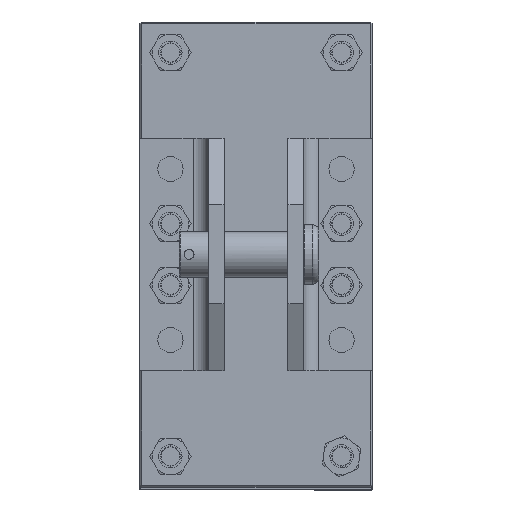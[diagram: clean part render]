
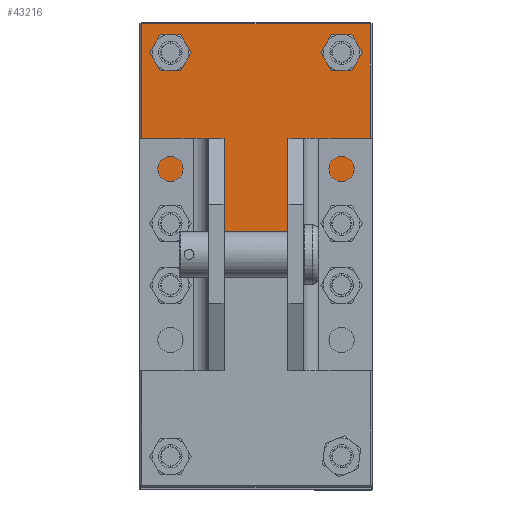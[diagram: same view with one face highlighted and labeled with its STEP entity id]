
A CAD part, top view. The second image highlights one B-rep face of the part: STEP entity #43216.
In plain terms, the highlighted planar face has unit normal (0, 0, 1).
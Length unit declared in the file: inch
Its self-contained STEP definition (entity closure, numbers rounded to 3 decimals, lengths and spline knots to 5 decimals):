
#1884 = DIRECTION ( 'NONE',  ( 1., 0., 0. ) ) ;
#2078 = DIRECTION ( 'NONE',  ( 1., 0., 0. ) ) ;
#2284 = CARTESIAN_POINT ( 'NONE',  ( 1.845, 0., 0. ) ) ;
#2546 = CARTESIAN_POINT ( 'NONE',  ( 1.845, 1.845, 0. ) ) ;
#2724 = CARTESIAN_POINT ( 'NONE',  ( -1.845, -1.845, 0. ) ) ;
#2901 = VERTEX_POINT ( 'NONE', #2546 ) ;
#4510 = ORIENTED_EDGE ( 'NONE', *, *, #8163, .T. ) ;
#4640 = AXIS2_PLACEMENT_3D ( 'NONE', #41014, #10282, #44338 ) ;
#5182 = DIRECTION ( 'NONE',  ( 1., 0., 0. ) ) ;
#5853 = VERTEX_POINT ( 'NONE', #27919 ) ;
#6812 = EDGE_LOOP ( 'NONE', ( #52390, #53562, #4510, #51126 ) ) ;
#6895 = ORIENTED_EDGE ( 'NONE', *, *, #15406, .T. ) ;
#8108 = AXIS2_PLACEMENT_3D ( 'NONE', #38428, #51148, #1884 ) ;
#8163 = EDGE_CURVE ( 'NONE', #5853, #2901, #14471, .T. ) ;
#8719 = EDGE_CURVE ( 'NONE', #2901, #29931, #49252, .T. ) ;
#8771 = EDGE_CURVE ( 'NONE', #29931, #52002, #32916, .T. ) ;
#9166 = CARTESIAN_POINT ( 'NONE',  ( 1.595, 1.38, 0. ) ) ;
#9382 = VERTEX_POINT ( 'NONE', #34484 ) ;
#9483 = AXIS2_PLACEMENT_3D ( 'NONE', #32282, #49173, #36726 ) ;
#9615 = CARTESIAN_POINT ( 'NONE',  ( 1.595, -1.38, 0. ) ) ;
#10282 = DIRECTION ( 'NONE',  ( 0., 0., -1. ) ) ;
#10423 = DIRECTION ( 'NONE',  ( 0., 0., 1. ) ) ;
#11488 = ORIENTED_EDGE ( 'NONE', *, *, #40198, .T. ) ;
#11593 = DIRECTION ( 'NONE',  ( -1., 0., 0. ) ) ;
#11649 = DIRECTION ( 'NONE',  ( 0., 0., -1. ) ) ;
#11834 = EDGE_LOOP ( 'NONE', ( #11488, #38093 ) ) ;
#12365 = CARTESIAN_POINT ( 'NONE',  ( 1.38, -1.38, 0. ) ) ;
#13515 = CARTESIAN_POINT ( 'NONE',  ( 1.38, 1.38, 0. ) ) ;
#14322 = AXIS2_PLACEMENT_3D ( 'NONE', #12365, #29246, #26737 ) ;
#14471 = LINE ( 'NONE', #2284, #16894 ) ;
#14478 = CARTESIAN_POINT ( 'NONE',  ( -1.38, -1.38, 0. ) ) ;
#15406 = EDGE_CURVE ( 'NONE', #26149, #35220, #27589, .T. ) ;
#15538 = EDGE_CURVE ( 'NONE', #35220, #26149, #40826, .T. ) ;
#15598 = VECTOR ( 'NONE', #24194, 39.37008 ) ;
#16162 = CIRCLE ( 'NONE', #17928, 0.215 ) ;
#16863 = DIRECTION ( 'NONE',  ( 1., 0., 0. ) ) ;
#16894 = VECTOR ( 'NONE', #49321, 39.37008 ) ;
#17928 = AXIS2_PLACEMENT_3D ( 'NONE', #49576, #11649, #45437 ) ;
#18264 = EDGE_LOOP ( 'NONE', ( #28971, #45348 ) ) ;
#20096 = CARTESIAN_POINT ( 'NONE',  ( -1.595, 1.38, 0. ) ) ;
#23122 = VECTOR ( 'NONE', #41507, 39.37008 ) ;
#24194 = DIRECTION ( 'NONE',  ( 1., 0., 0. ) ) ;
#25184 = CARTESIAN_POINT ( 'NONE',  ( -1.845, 0., 0. ) ) ;
#26115 = DIRECTION ( 'NONE',  ( 1., 0., 0. ) ) ;
#26149 = VERTEX_POINT ( 'NONE', #9615 ) ;
#26421 = CIRCLE ( 'NONE', #37019, 0.215 ) ;
#26672 = EDGE_CURVE ( 'NONE', #52002, #5853, #42161, .T. ) ;
#26737 = DIRECTION ( 'NONE',  ( 1., 0., 0. ) ) ;
#27159 = VERTEX_POINT ( 'NONE', #42365 ) ;
#27552 = VECTOR ( 'NONE', #11593, 39.37008 ) ;
#27589 = CIRCLE ( 'NONE', #8108, 0.215 ) ;
#27701 = EDGE_LOOP ( 'NONE', ( #6895, #53229 ) ) ;
#27746 = EDGE_CURVE ( 'NONE', #9382, #46818, #44826, .T. ) ;
#27919 = CARTESIAN_POINT ( 'NONE',  ( 1.845, -1.845, 0. ) ) ;
#28871 = CARTESIAN_POINT ( 'NONE',  ( 0., -1.845, 0. ) ) ;
#28971 = ORIENTED_EDGE ( 'NONE', *, *, #40532, .T. ) ;
#29246 = DIRECTION ( 'NONE',  ( 0., 0., -1. ) ) ;
#29931 = VERTEX_POINT ( 'NONE', #34542 ) ;
#29933 = EDGE_CURVE ( 'NONE', #46818, #9382, #26421, .T. ) ;
#32282 = CARTESIAN_POINT ( 'NONE',  ( 1.38, 1.38, 0. ) ) ;
#32916 = LINE ( 'NONE', #25184, #23122 ) ;
#33074 = AXIS2_PLACEMENT_3D ( 'NONE', #51675, #10423, #5182 ) ;
#34484 = CARTESIAN_POINT ( 'NONE',  ( 1.165, 1.38, 0. ) ) ;
#34542 = CARTESIAN_POINT ( 'NONE',  ( -1.845, 1.845, 0. ) ) ;
#34810 = FACE_BOUND ( 'NONE', #27701, .T. ) ;
#35220 = VERTEX_POINT ( 'NONE', #52196 ) ;
#35275 = VERTEX_POINT ( 'NONE', #20096 ) ;
#36726 = DIRECTION ( 'NONE',  ( 1., 0., 0. ) ) ;
#36836 = ORIENTED_EDGE ( 'NONE', *, *, #27746, .T. ) ;
#37019 = AXIS2_PLACEMENT_3D ( 'NONE', #13515, #50601, #16863 ) ;
#37132 = EDGE_CURVE ( 'NONE', #27159, #51946, #42695, .T. ) ;
#37627 = CARTESIAN_POINT ( 'NONE',  ( 0., 1.845, 0. ) ) ;
#37729 = ORIENTED_EDGE ( 'NONE', *, *, #29933, .T. ) ;
#38076 = EDGE_LOOP ( 'NONE', ( #37729, #36836 ) ) ;
#38093 = ORIENTED_EDGE ( 'NONE', *, *, #40483, .T. ) ;
#38428 = CARTESIAN_POINT ( 'NONE',  ( 1.38, -1.38, 0. ) ) ;
#39137 = AXIS2_PLACEMENT_3D ( 'NONE', #45500, #39977, #2078 ) ;
#39776 = FACE_BOUND ( 'NONE', #11834, .T. ) ;
#39977 = DIRECTION ( 'NONE',  ( 0., 0., -1. ) ) ;
#40198 = EDGE_CURVE ( 'NONE', #44650, #35275, #51482, .T. ) ;
#40483 = EDGE_CURVE ( 'NONE', #35275, #44650, #43526, .T. ) ;
#40532 = EDGE_CURVE ( 'NONE', #51946, #27159, #16162, .T. ) ;
#40826 = CIRCLE ( 'NONE', #14322, 0.215 ) ;
#41014 = CARTESIAN_POINT ( 'NONE',  ( -1.38, 1.38, 0. ) ) ;
#41507 = DIRECTION ( 'NONE',  ( 0., -1., 0. ) ) ;
#41802 = AXIS2_PLACEMENT_3D ( 'NONE', #14478, #51831, #26115 ) ;
#42161 = LINE ( 'NONE', #28871, #15598 ) ;
#42365 = CARTESIAN_POINT ( 'NONE',  ( -1.595, -1.38, 0. ) ) ;
#42695 = CIRCLE ( 'NONE', #41802, 0.215 ) ;
#43216 = ADVANCED_FACE ( 'NONE', ( #44199, #34810, #51398, #48095, #39776 ), #52498, .T. ) ;
#43526 = CIRCLE ( 'NONE', #4640, 0.215 ) ;
#44199 = FACE_OUTER_BOUND ( 'NONE', #6812, .T. ) ;
#44338 = DIRECTION ( 'NONE',  ( 1., 0., 0. ) ) ;
#44650 = VERTEX_POINT ( 'NONE', #49441 ) ;
#44826 = CIRCLE ( 'NONE', #9483, 0.215 ) ;
#45348 = ORIENTED_EDGE ( 'NONE', *, *, #37132, .T. ) ;
#45437 = DIRECTION ( 'NONE',  ( 1., 0., 0. ) ) ;
#45500 = CARTESIAN_POINT ( 'NONE',  ( -1.38, 1.38, 0. ) ) ;
#46818 = VERTEX_POINT ( 'NONE', #9166 ) ;
#48095 = FACE_BOUND ( 'NONE', #38076, .T. ) ;
#49173 = DIRECTION ( 'NONE',  ( 0., 0., -1. ) ) ;
#49252 = LINE ( 'NONE', #37627, #27552 ) ;
#49321 = DIRECTION ( 'NONE',  ( 0., 1., 0. ) ) ;
#49441 = CARTESIAN_POINT ( 'NONE',  ( -1.165, 1.38, 0. ) ) ;
#49576 = CARTESIAN_POINT ( 'NONE',  ( -1.38, -1.38, 0. ) ) ;
#50601 = DIRECTION ( 'NONE',  ( 0., 0., -1. ) ) ;
#51126 = ORIENTED_EDGE ( 'NONE', *, *, #8719, .T. ) ;
#51148 = DIRECTION ( 'NONE',  ( 0., 0., -1. ) ) ;
#51398 = FACE_BOUND ( 'NONE', #18264, .T. ) ;
#51482 = CIRCLE ( 'NONE', #39137, 0.215 ) ;
#51675 = CARTESIAN_POINT ( 'NONE',  ( 0., 0., 0. ) ) ;
#51831 = DIRECTION ( 'NONE',  ( 0., 0., -1. ) ) ;
#51946 = VERTEX_POINT ( 'NONE', #53066 ) ;
#52002 = VERTEX_POINT ( 'NONE', #2724 ) ;
#52196 = CARTESIAN_POINT ( 'NONE',  ( 1.165, -1.38, 0. ) ) ;
#52390 = ORIENTED_EDGE ( 'NONE', *, *, #8771, .T. ) ;
#52498 = PLANE ( 'NONE',  #33074 ) ;
#53066 = CARTESIAN_POINT ( 'NONE',  ( -1.165, -1.38, 0. ) ) ;
#53229 = ORIENTED_EDGE ( 'NONE', *, *, #15538, .T. ) ;
#53562 = ORIENTED_EDGE ( 'NONE', *, *, #26672, .T. ) ;
